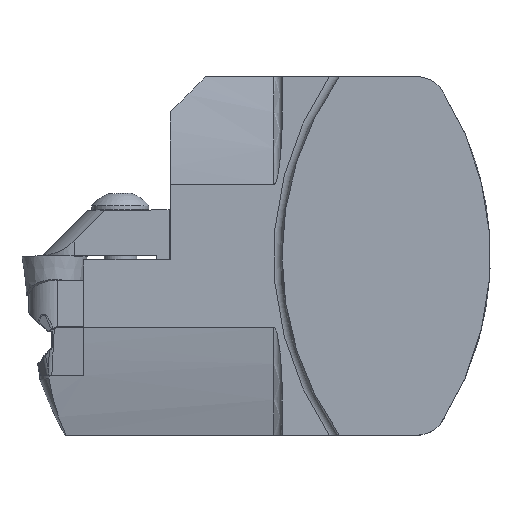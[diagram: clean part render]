
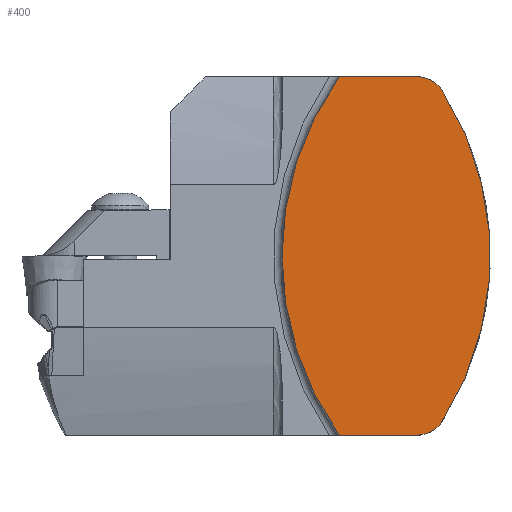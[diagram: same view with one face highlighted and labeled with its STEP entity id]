
A CAD part, top view. The second image highlights one B-rep face of the part: STEP entity #400.
In plain terms, the highlighted planar face has unit normal (0, 0, 1).
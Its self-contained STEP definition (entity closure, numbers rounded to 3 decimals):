
#315=CIRCLE('',#2209,60.25);
#316=CIRCLE('',#2212,60.25);
#318=CIRCLE('',#2216,6.);
#319=CIRCLE('',#2218,6.);
#400=ADVANCED_FACE('',(#571),#509,.T.);
#509=PLANE('',#2237);
#571=FACE_OUTER_BOUND('',#685,.T.);
#685=EDGE_LOOP('',(#941,#942,#943,#944,#945,#946));
#941=ORIENTED_EDGE('',*,*,#1642,.F.);
#942=ORIENTED_EDGE('',*,*,#1583,.T.);
#943=ORIENTED_EDGE('',*,*,#1645,.T.);
#944=ORIENTED_EDGE('',*,*,#1637,.F.);
#945=ORIENTED_EDGE('',*,*,#1647,.T.);
#946=ORIENTED_EDGE('',*,*,#1600,.F.);
#1395=VERTEX_POINT('',#2986);
#1396=VERTEX_POINT('',#2988);
#1403=VERTEX_POINT('',#3045);
#1412=VERTEX_POINT('',#3095);
#1438=VERTEX_POINT('',#3206);
#1439=VERTEX_POINT('',#3208);
#1583=EDGE_CURVE('',#1396,#1395,#1878,.T.);
#1600=EDGE_CURVE('',#1412,#1403,#1890,.T.);
#1637=EDGE_CURVE('',#1438,#1439,#315,.T.);
#1642=EDGE_CURVE('',#1396,#1412,#316,.T.);
#1645=EDGE_CURVE('',#1395,#1439,#318,.T.);
#1647=EDGE_CURVE('',#1438,#1403,#319,.T.);
#1878=LINE('',#2987,#1997);
#1890=LINE('',#3096,#2009);
#1997=VECTOR('',#2428,1.);
#2009=VECTOR('',#2442,1.);
#2209=AXIS2_PLACEMENT_3D('',#3207,#2499,#2500);
#2212=AXIS2_PLACEMENT_3D('',#3225,#2506,#2507);
#2216=AXIS2_PLACEMENT_3D('',#3233,#2514,#2515);
#2218=AXIS2_PLACEMENT_3D('',#3239,#2518,#2519);
#2237=AXIS2_PLACEMENT_3D('',#3262,#2558,#2559);
#2428=DIRECTION('',(1.,0.,0.));
#2442=DIRECTION('',(1.,0.,0.));
#2499=DIRECTION('',(0.,0.,-1.));
#2500=DIRECTION('',(1.,0.,0.));
#2506=DIRECTION('',(0.,0.,-1.));
#2507=DIRECTION('',(1.,0.,0.));
#2514=DIRECTION('',(0.,0.,1.));
#2515=DIRECTION('',(1.,0.,0.));
#2518=DIRECTION('',(0.,0.,1.));
#2519=DIRECTION('',(1.,0.,0.));
#2558=DIRECTION('',(0.,0.,1.));
#2559=DIRECTION('',(1.,0.,0.));
#2986=CARTESIAN_POINT('',(5.998,-35.,0.));
#2987=CARTESIAN_POINT('',(-62.06,-35.,0.));
#2988=CARTESIAN_POINT('',(-9.041,-35.,0.));
#3045=CARTESIAN_POINT('',(5.998,35.,0.));
#3095=CARTESIAN_POINT('',(-9.041,35.,0.));
#3096=CARTESIAN_POINT('',(-62.06,35.,0.));
#3206=CARTESIAN_POINT('',(11.069,32.207,0.));
#3207=CARTESIAN_POINT('',(-39.85,0.,0.));
#3208=CARTESIAN_POINT('',(11.069,-32.207,0.));
#3225=CARTESIAN_POINT('',(40.,0.,0.));
#3233=CARTESIAN_POINT('',(5.998,-29.,0.));
#3239=CARTESIAN_POINT('',(5.998,29.,0.));
#3262=CARTESIAN_POINT('',(0.,35.,0.));
